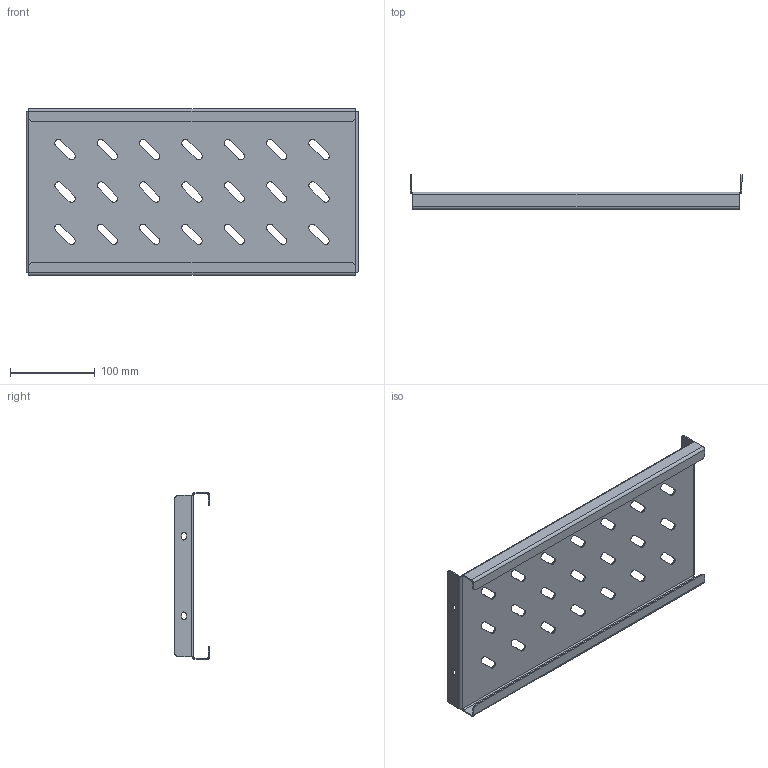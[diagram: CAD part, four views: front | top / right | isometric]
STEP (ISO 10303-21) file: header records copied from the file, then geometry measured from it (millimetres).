
FILE_DESCRIPTION (( 'STEP AP214' ), '1' );
FILE_NAME ('945.254.STEP', '2024-09-20T11:11:36', ( '' ), ( '' ), 'SwSTEP 2.0', 'SolidWorks 2021', '' );
FILE_SCHEMA (( 'AUTOMOTIVE_DESIGN' ));
Length unit declared in the file: millimetre
Products named in the file (1): 945.254
Bounding box: 392 x 41 x 197 mm (x, y, z)
Volume: 154080.7 mm3; surface area: 209855.6 mm2
Topology: 1 solids, 1 shells, 173 faces, 485 edges, 314 vertices
Faces by surface type: cylinder 91, plane 82
Entity records: 5731 total; most frequent: DIRECTION 1015, CARTESIAN_POINT 973, ORIENTED_EDGE 970, EDGE_CURVE 485, AXIS2_PLACEMENT_3D 356, VERTEX_POINT 314, VECTOR 303, LINE 303
